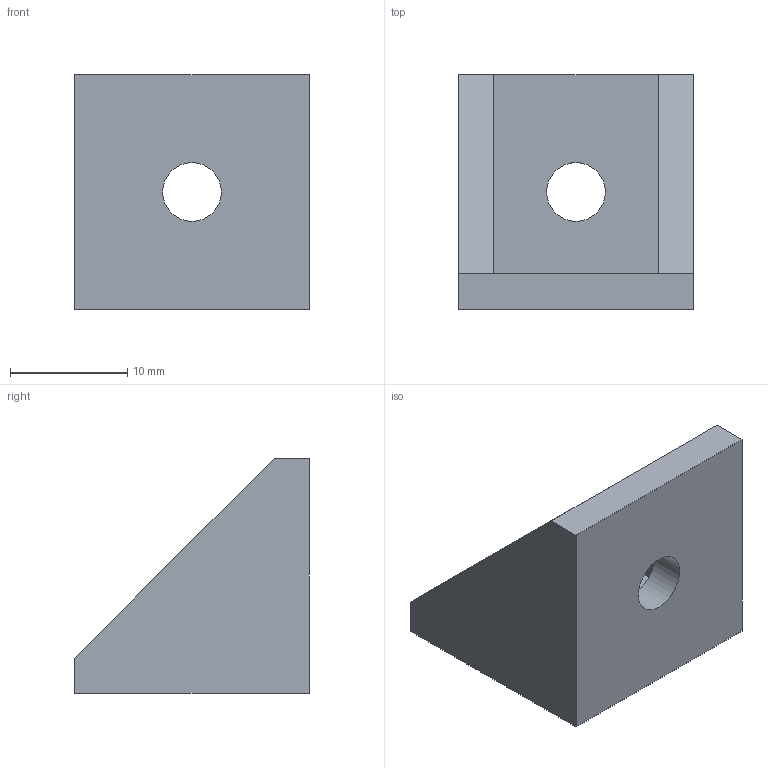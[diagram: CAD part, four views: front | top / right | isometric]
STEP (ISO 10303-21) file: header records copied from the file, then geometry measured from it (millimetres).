
FILE_DESCRIPTION(/* description */ (''),/* implementation_level */ '2;1');
FILE_NAME(/* name */ '2020CornerBracket.step',/* time_stamp */ '2018-04-03T23:15:49-04:00',/* author */ (''),/* organization */ (''),/* preprocessor_version */ 'ST-DEVELOPER v16.13',/* originating_system */ 'Autodesk Translation Framework v6.5.0.72',/* authorisation */ '');
FILE_SCHEMA (('AUTOMOTIVE_DESIGN { 1 0 10303 214 3 1 1 }'));
Length unit declared in the file: millimetre
Products named in the file (1): FusionComponent
Bounding box: 20 x 20 x 20 mm (x, y, z)
Volume: 2969.2 mm3; surface area: 2356 mm2
Topology: 1 solids, 1 shells, 14 faces, 33 edges, 21 vertices
Faces by surface type: plane 12, cylinder 2
Full cylindrical faces by diameter (mm): 5 x2
Entity records: 439 total; most frequent: CARTESIAN_POINT 69, DIRECTION 68, ORIENTED_EDGE 66, EDGE_CURVE 33, LINE 28, VECTOR 28, VERTEX_POINT 21, AXIS2_PLACEMENT_3D 20
